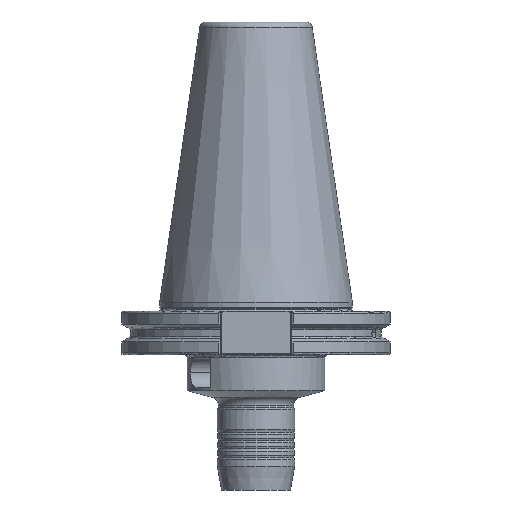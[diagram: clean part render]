
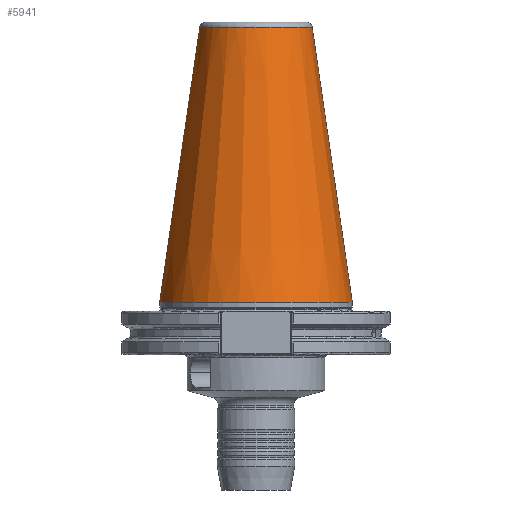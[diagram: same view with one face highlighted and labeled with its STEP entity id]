
A CAD part, front view. The second image highlights one B-rep face of the part: STEP entity #5941.
In plain terms, the highlighted conical face has half-angle 8.297 degrees and reference radius 20.108 mm.
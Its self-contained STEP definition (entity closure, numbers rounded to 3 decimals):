
#415 = CIRCLE ( 'NONE', #4563, 34.925 ) ;
#482 = VERTEX_POINT ( 'NONE', #5090 ) ;
#598 = VERTEX_POINT ( 'NONE', #2182 ) ;
#617 = AXIS2_PLACEMENT_3D ( 'NONE', #7544, #7622, #7035 ) ;
#630 = FACE_OUTER_BOUND ( 'NONE', #6523, .T. ) ;
#1201 = CARTESIAN_POINT ( 'NONE',  ( 20.389, 0., 99.675 ) ) ;
#2120 = AXIS2_PLACEMENT_3D ( 'NONE', #4414, #4396, #5159 ) ;
#2182 = CARTESIAN_POINT ( 'NONE',  ( -34.925, 0., 0. ) ) ;
#2623 = VERTEX_POINT ( 'NONE', #1201 ) ;
#2951 = CARTESIAN_POINT ( 'NONE',  ( -20.108, 0., 101.6 ) ) ;
#3224 = VECTOR ( 'NONE', #5146, 1000. ) ;
#3625 = LINE ( 'NONE', #5299, #3224 ) ;
#3855 = ORIENTED_EDGE ( 'NONE', *, *, #7397, .F. ) ;
#4374 = ORIENTED_EDGE ( 'NONE', *, *, #4975, .F. ) ;
#4396 = DIRECTION ( 'NONE',  ( 0., 0., -1. ) ) ;
#4414 = CARTESIAN_POINT ( 'NONE',  ( 0., 0., 99.675 ) ) ;
#4563 = AXIS2_PLACEMENT_3D ( 'NONE', #5485, #8749, #8848 ) ;
#4975 = EDGE_CURVE ( 'NONE', #482, #598, #415, .T. ) ;
#5047 = ORIENTED_EDGE ( 'NONE', *, *, #5095, .T. ) ;
#5090 = CARTESIAN_POINT ( 'NONE',  ( 34.925, 0., 0. ) ) ;
#5095 = EDGE_CURVE ( 'NONE', #2623, #7229, #8276, .T. ) ;
#5146 = DIRECTION ( 'NONE',  ( 0.144, 0., -0.99 ) ) ;
#5159 = DIRECTION ( 'NONE',  ( 1., 0., 0. ) ) ;
#5299 = CARTESIAN_POINT ( 'NONE',  ( 20.108, 0., 101.6 ) ) ;
#5451 = VECTOR ( 'NONE', #6761, 1000. ) ;
#5485 = CARTESIAN_POINT ( 'NONE',  ( 0., 0., 0. ) ) ;
#5941 = ADVANCED_FACE ( 'NONE', ( #630 ), #7393, .T. ) ;
#6523 = EDGE_LOOP ( 'NONE', ( #3855, #5047, #8025, #4374 ) ) ;
#6761 = DIRECTION ( 'NONE',  ( -0.144, 0., -0.99 ) ) ;
#7035 = DIRECTION ( 'NONE',  ( -1., 0., 0. ) ) ;
#7229 = VERTEX_POINT ( 'NONE', #8788 ) ;
#7271 = LINE ( 'NONE', #2951, #5451 ) ;
#7393 = CONICAL_SURFACE ( 'NONE', #617, 20.108, 0.145 ) ;
#7397 = EDGE_CURVE ( 'NONE', #2623, #482, #3625, .T. ) ;
#7544 = CARTESIAN_POINT ( 'NONE',  ( 0., 0., 101.6 ) ) ;
#7622 = DIRECTION ( 'NONE',  ( 0., 0., -1. ) ) ;
#8013 = EDGE_CURVE ( 'NONE', #7229, #598, #7271, .T. ) ;
#8025 = ORIENTED_EDGE ( 'NONE', *, *, #8013, .T. ) ;
#8276 = CIRCLE ( 'NONE', #2120, 20.389 ) ;
#8749 = DIRECTION ( 'NONE',  ( 0., 0., -1. ) ) ;
#8788 = CARTESIAN_POINT ( 'NONE',  ( -20.389, 0., 99.675 ) ) ;
#8848 = DIRECTION ( 'NONE',  ( -1., 0., 0. ) ) ;
